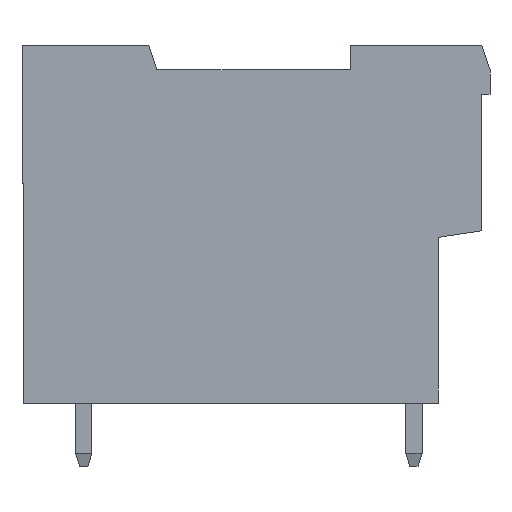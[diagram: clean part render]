
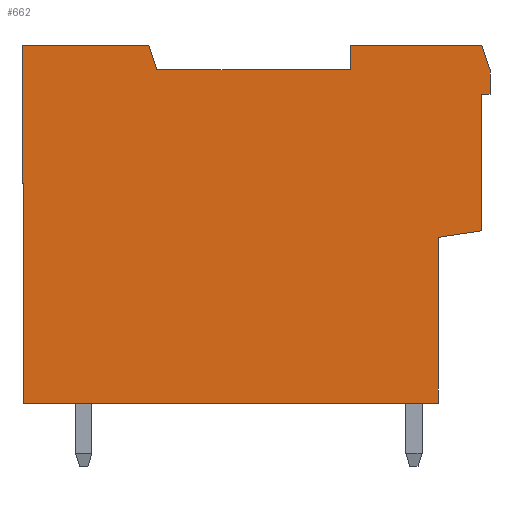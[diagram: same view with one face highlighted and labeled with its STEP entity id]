
A CAD part, left-side view. The second image highlights one B-rep face of the part: STEP entity #662.
In plain terms, the highlighted planar face has unit normal (-1, 0, 0).
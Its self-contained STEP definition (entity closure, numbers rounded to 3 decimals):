
#662 = ADVANCED_FACE( '', ( #1703 ), #1704, .T. );
#1703 = FACE_OUTER_BOUND( '', #3215, .T. );
#1704 = PLANE( '', #3216 );
#3215 = EDGE_LOOP( '', ( #4821, #4822, #4823, #4824, #4825, #4826, #4827, #4828, #4829, #4830, #4831, #4832, #4833, #4834, #4835 ) );
#3216 = AXIS2_PLACEMENT_3D( '', #4836, #4837, #4838 );
#4821 = ORIENTED_EDGE( '', *, *, #9346, .T. );
#4822 = ORIENTED_EDGE( '', *, *, #9347, .F. );
#4823 = ORIENTED_EDGE( '', *, *, #9348, .T. );
#4824 = ORIENTED_EDGE( '', *, *, #9317, .T. );
#4825 = ORIENTED_EDGE( '', *, *, #9240, .T. );
#4826 = ORIENTED_EDGE( '', *, *, #9349, .T. );
#4827 = ORIENTED_EDGE( '', *, *, #9350, .T. );
#4828 = ORIENTED_EDGE( '', *, *, #9351, .T. );
#4829 = ORIENTED_EDGE( '', *, *, #9352, .T. );
#4830 = ORIENTED_EDGE( '', *, *, #9353, .T. );
#4831 = ORIENTED_EDGE( '', *, *, #9354, .T. );
#4832 = ORIENTED_EDGE( '', *, *, #9355, .T. );
#4833 = ORIENTED_EDGE( '', *, *, #9356, .T. );
#4834 = ORIENTED_EDGE( '', *, *, #9357, .T. );
#4835 = ORIENTED_EDGE( '', *, *, #9358, .T. );
#4836 = CARTESIAN_POINT( '', ( -11.16, 0., 0. ) );
#4837 = DIRECTION( '', ( -1., 0., 0. ) );
#4838 = DIRECTION( '', ( 0., 0., 1. ) );
#9240 = EDGE_CURVE( '', #11050, #11048, #11051, .T. );
#9317 = EDGE_CURVE( '', #11192, #11050, #11193, .T. );
#9346 = EDGE_CURVE( '', #11243, #11244, #11245, .T. );
#9347 = EDGE_CURVE( '', #11246, #11244, #11247, .T. );
#9348 = EDGE_CURVE( '', #11246, #11192, #11248, .T. );
#9349 = EDGE_CURVE( '', #11048, #11249, #11250, .T. );
#9350 = EDGE_CURVE( '', #11249, #11251, #11252, .T. );
#9351 = EDGE_CURVE( '', #11251, #11253, #11254, .T. );
#9352 = EDGE_CURVE( '', #11253, #11255, #11256, .T. );
#9353 = EDGE_CURVE( '', #11255, #11257, #11258, .F. );
#9354 = EDGE_CURVE( '', #11257, #11259, #11260, .T. );
#9355 = EDGE_CURVE( '', #11259, #11261, #11262, .T. );
#9356 = EDGE_CURVE( '', #11261, #11263, #11264, .T. );
#9357 = EDGE_CURVE( '', #11263, #11265, #11266, .F. );
#9358 = EDGE_CURVE( '', #11265, #11243, #11267, .T. );
#11048 = VERTEX_POINT( '', #13742 );
#11050 = VERTEX_POINT( '', #13745 );
#11051 = LINE( '', #13746, #13747 );
#11192 = VERTEX_POINT( '', #13944 );
#11193 = LINE( '', #13945, #13946 );
#11243 = VERTEX_POINT( '', #14014 );
#11244 = VERTEX_POINT( '', #14015 );
#11245 = LINE( '', #14016, #14017 );
#11246 = VERTEX_POINT( '', #14018 );
#11247 = LINE( '', #14019, #14020 );
#11248 = LINE( '', #14021, #14022 );
#11249 = VERTEX_POINT( '', #14023 );
#11250 = LINE( '', #14024, #14025 );
#11251 = VERTEX_POINT( '', #14026 );
#11252 = LINE( '', #14027, #14028 );
#11253 = VERTEX_POINT( '', #14029 );
#11254 = LINE( '', #14030, #14031 );
#11255 = VERTEX_POINT( '', #14032 );
#11256 = LINE( '', #14033, #14034 );
#11257 = VERTEX_POINT( '', #14035 );
#11258 = LINE( '', #14036, #14037 );
#11259 = VERTEX_POINT( '', #14038 );
#11260 = LINE( '', #14039, #14040 );
#11261 = VERTEX_POINT( '', #14041 );
#11262 = LINE( '', #14042, #14043 );
#11263 = VERTEX_POINT( '', #14044 );
#11264 = LINE( '', #14045, #14046 );
#11265 = VERTEX_POINT( '', #14047 );
#11266 = LINE( '', #14048, #14049 );
#11267 = LINE( '', #14050, #14051 );
#13742 = CARTESIAN_POINT( '', ( -11.16, -11.37, -0.8 ) );
#13745 = CARTESIAN_POINT( '', ( -11.16, -11.37, -11. ) );
#13746 = CARTESIAN_POINT( '', ( -11.16, -11.37, -11. ) );
#13747 = VECTOR( '', #17671, 1000. );
#13944 = CARTESIAN_POINT( '', ( -11.16, 14.15, -11. ) );
#13945 = CARTESIAN_POINT( '', ( -11.16, 14.25, -11. ) );
#13946 = VECTOR( '', #17755, 1000. );
#14014 = CARTESIAN_POINT( '', ( -11.16, 14.25, 11. ) );
#14015 = CARTESIAN_POINT( '', ( -11.16, 14.25, 2.5 ) );
#14016 = CARTESIAN_POINT( '', ( -11.16, 14.25, 11. ) );
#14017 = VECTOR( '', #17786, 1000. );
#14018 = CARTESIAN_POINT( '', ( -11.16, 14.15, 2.5 ) );
#14019 = CARTESIAN_POINT( '', ( -11.16, 14.15, 2.5 ) );
#14020 = VECTOR( '', #17787, 1000. );
#14021 = CARTESIAN_POINT( '', ( -11.16, 14.15, 2.5 ) );
#14022 = VECTOR( '', #17788, 1000. );
#14023 = CARTESIAN_POINT( '', ( -11.16, -14.05, -0.4 ) );
#14024 = CARTESIAN_POINT( '', ( -11.16, -11.37, -0.8 ) );
#14025 = VECTOR( '', #17789, 1000. );
#14026 = CARTESIAN_POINT( '', ( -11.16, -14.05, 8. ) );
#14027 = CARTESIAN_POINT( '', ( -11.16, -14.05, 8. ) );
#14028 = VECTOR( '', #17790, 1000. );
#14029 = CARTESIAN_POINT( '', ( -11.16, -14.55, 8. ) );
#14030 = CARTESIAN_POINT( '', ( -11.16, -14.55, 8. ) );
#14031 = VECTOR( '', #17791, 1000. );
#14032 = CARTESIAN_POINT( '', ( -11.16, -14.55, 9.5 ) );
#14033 = CARTESIAN_POINT( '', ( -11.16, -14.55, 8. ) );
#14034 = VECTOR( '', #17792, 1000. );
#14035 = CARTESIAN_POINT( '', ( -11.16, -14.05, 11. ) );
#14036 = CARTESIAN_POINT( '', ( -11.16, -15.945, 5.315 ) );
#14037 = VECTOR( '', #17793, 1000. );
#14038 = CARTESIAN_POINT( '', ( -11.16, -5.95, 11. ) );
#14039 = CARTESIAN_POINT( '', ( -11.16, -14.55, 11. ) );
#14040 = VECTOR( '', #17794, 1000. );
#14041 = CARTESIAN_POINT( '', ( -11.16, -5.95, 9.5 ) );
#14042 = CARTESIAN_POINT( '', ( -11.16, -5.95, 11. ) );
#14043 = VECTOR( '', #17795, 1000. );
#14044 = CARTESIAN_POINT( '', ( -11.16, 5.95, 9.5 ) );
#14045 = CARTESIAN_POINT( '', ( -11.16, -5.95, 9.5 ) );
#14046 = VECTOR( '', #17796, 1000. );
#14047 = CARTESIAN_POINT( '', ( -11.16, 6.45, 11. ) );
#14048 = CARTESIAN_POINT( '', ( -11.16, 2.505, -0.835 ) );
#14049 = VECTOR( '', #17797, 1000. );
#14050 = CARTESIAN_POINT( '', ( -11.16, 5.95, 11. ) );
#14051 = VECTOR( '', #17798, 1000. );
#17671 = DIRECTION( '', ( 0., 0., 1. ) );
#17755 = DIRECTION( '', ( 0., -1., 0. ) );
#17786 = DIRECTION( '', ( 0., 0., -1. ) );
#17787 = DIRECTION( '', ( 0., 1., 0. ) );
#17788 = DIRECTION( '', ( 0., 0., -1. ) );
#17789 = DIRECTION( '', ( 0., -0.989, 0.148 ) );
#17790 = DIRECTION( '', ( 0., 0., 1. ) );
#17791 = DIRECTION( '', ( 0., -1., 0. ) );
#17792 = DIRECTION( '', ( 0., 0., 1. ) );
#17793 = DIRECTION( '', ( 0., -0.316, -0.949 ) );
#17794 = DIRECTION( '', ( 0., 1., 0. ) );
#17795 = DIRECTION( '', ( 0., 0., -1. ) );
#17796 = DIRECTION( '', ( 0., 1., 0. ) );
#17797 = DIRECTION( '', ( 0., -0.316, -0.949 ) );
#17798 = DIRECTION( '', ( 0., 1., 0. ) );
